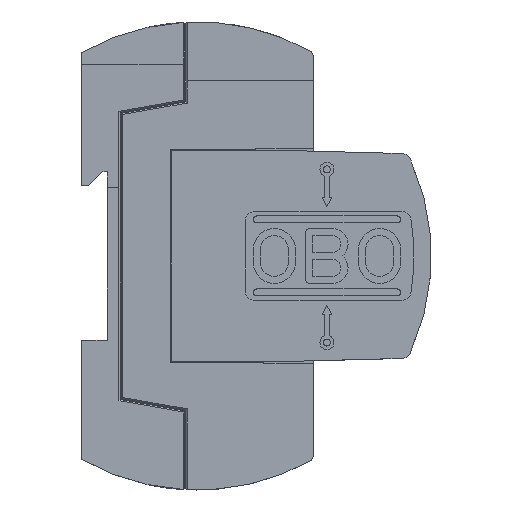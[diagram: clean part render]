
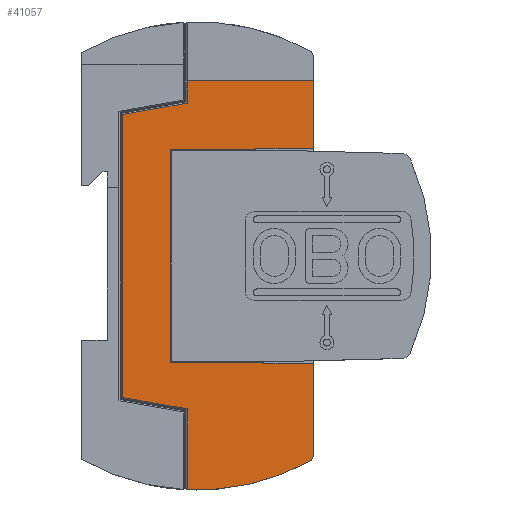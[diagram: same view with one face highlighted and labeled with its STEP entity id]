
A CAD part, front view. The second image highlights one B-rep face of the part: STEP entity #41057.
In plain terms, the highlighted planar face has unit normal (0, -1, 0).
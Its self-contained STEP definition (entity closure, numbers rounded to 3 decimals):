
#36335=CARTESIAN_POINT('',(14772.76,8536.516,22.35));
#36336=DIRECTION('',(0.,1.,0.));
#36337=DIRECTION('',(0.479,0.,-0.878));
#36338=AXIS2_PLACEMENT_3D('',#36335,#36336,#36337);
#36686=DIRECTION('',(0.,0.,-1.));
#36687=VECTOR('',#36686,14.434);
#36688=CARTESIAN_POINT('',(14797.51,8536.516,59.75));
#36689=LINE('',#36688,#36687);
#36793=DIRECTION('',(-1.,0.,-0.009));
#36794=VECTOR('',#36793,30.501);
#36795=CARTESIAN_POINT('',(14797.51,8536.516,45.316));
#36796=LINE('',#36795,#36794);
#37575=DIRECTION('',(-0.985,0.,0.174));
#37576=VECTOR('',#37575,13.962);
#37577=CARTESIAN_POINT('',(14770.56,8536.516,
-10.323));
#37578=LINE('',#37577,#37576);
#37579=DIRECTION('',(0.,0.,1.));
#37580=VECTOR('',#37579,60.497);
#37581=CARTESIAN_POINT('',(14756.81,8536.516,
-7.898));
#37582=LINE('',#37581,#37580);
#37583=DIRECTION('',(0.985,0.,0.174));
#37584=VECTOR('',#37583,13.962);
#37585=CARTESIAN_POINT('',(14756.81,8536.516,52.598));
#37586=LINE('',#37585,#37584);
#37587=DIRECTION('',(-1.,0.,0.));
#37588=VECTOR('',#37587,26.95);
#37589=CARTESIAN_POINT('',(14797.51,8536.516,59.75));
#37590=LINE('',#37589,#37588);
#37591=DIRECTION('',(0.,0.,1.));
#37592=VECTOR('',#37591,45.4);
#37593=CARTESIAN_POINT('',(14767.01,8536.516,
-0.35));
#37594=LINE('',#37593,#37592);
#37595=DIRECTION('',(-1.,0.,0.009));
#37596=VECTOR('',#37595,30.501);
#37597=CARTESIAN_POINT('',(14797.51,8536.516,
-0.616));
#37598=LINE('',#37597,#37596);
#37599=DIRECTION('',(0.,0.,1.));
#37600=VECTOR('',#37599,19.598);
#37601=CARTESIAN_POINT('',(14797.51,8536.516,
-20.214));
#37602=LINE('',#37601,#37600);
#37603=DIRECTION('',(0.,0.,1.));
#37604=VECTOR('',#37603,17.279);
#37605=CARTESIAN_POINT('',(14770.56,8536.516,
-27.602));
#37606=LINE('',#37605,#37604);
#37791=DIRECTION('',(0.,0.,-1.));
#37792=VECTOR('',#37791,4.727);
#37793=CARTESIAN_POINT('',(14770.56,8536.516,59.75));
#37794=LINE('',#37793,#37792);
#37980=CARTESIAN_POINT('',(14796.01,8536.516,
-20.214));
#37981=DIRECTION('',(0.,1.,0.));
#37982=DIRECTION('',(1.,0.,0.));
#37983=AXIS2_PLACEMENT_3D('',#37980,#37981,#37982);
#38974=CARTESIAN_POINT('',(14770.56,8536.516,59.75));
#38975=VERTEX_POINT('',#38974);
#38989=CARTESIAN_POINT('',(14756.81,8536.516,
-7.898));
#38990=CARTESIAN_POINT('',(14756.81,8536.516,52.598));
#38991=VERTEX_POINT('',#38989);
#38992=VERTEX_POINT('',#38990);
#39029=CARTESIAN_POINT('',(14770.56,8536.516,55.023));
#39030=VERTEX_POINT('',#39029);
#39031=CARTESIAN_POINT('',(14770.56,8536.516,
-10.323));
#39032=VERTEX_POINT('',#39031);
#39127=CARTESIAN_POINT('',(14797.51,8536.516,
-20.214));
#39128=CARTESIAN_POINT('',(14796.729,8536.516,
-21.53));
#39129=VERTEX_POINT('',#39127);
#39130=VERTEX_POINT('',#39128);
#39131=CARTESIAN_POINT('',(14797.51,8536.516,
-0.616));
#39132=VERTEX_POINT('',#39131);
#39139=CARTESIAN_POINT('',(14797.51,8536.516,59.75));
#39140=CARTESIAN_POINT('',(14797.51,8536.516,45.316));
#39141=VERTEX_POINT('',#39139);
#39142=VERTEX_POINT('',#39140);
#39165=CARTESIAN_POINT('',(14770.56,8536.516,
-27.602));
#39166=VERTEX_POINT('',#39165);
#39167=CARTESIAN_POINT('',(14767.01,8536.516,
-0.35));
#39168=VERTEX_POINT('',#39167);
#39169=CARTESIAN_POINT('',(14767.01,8536.516,45.05));
#39170=VERTEX_POINT('',#39169);
#41030=CARTESIAN_POINT('',(14773.24,8536.516,72.008));
#41031=DIRECTION('',(0.,1.,0.));
#41032=DIRECTION('',(-1.,0.,0.));
#41033=AXIS2_PLACEMENT_3D('',#41030,#41031,#41032);
#41034=PLANE('',#41033);
#41036=ORIENTED_EDGE('',*,*,#41035,.T.);
#41038=ORIENTED_EDGE('',*,*,#41037,.T.);
#41040=ORIENTED_EDGE('',*,*,#41039,.T.);
#41042=ORIENTED_EDGE('',*,*,#41041,.T.);
#41044=ORIENTED_EDGE('',*,*,#41043,.F.);
#41046=ORIENTED_EDGE('',*,*,#41045,.F.);
#41047=ORIENTED_EDGE('',*,*,#39862,.T.);
#41048=ORIENTED_EDGE('',*,*,#39923,.T.);
#41049=ORIENTED_EDGE('',*,*,#39941,.F.);
#41050=ORIENTED_EDGE('',*,*,#39958,.F.);
#41051=ORIENTED_EDGE('',*,*,#39342,.F.);
#41053=ORIENTED_EDGE('',*,*,#41052,.T.);
#41054=ORIENTED_EDGE('',*,*,#39433,.T.);
#41055=EDGE_LOOP('',(#41036,#41038,#41040,#41042,#41044,#41046,#41047,#41048,
#41049,#41050,#41051,#41053,#41054));
#41056=FACE_OUTER_BOUND('',#41055,.F.);
#41057=ADVANCED_FACE('',(#41056),#41034,.F.);
#36339=CIRCLE('',#36338,50.);
#37984=CIRCLE('',#37983,1.5);
#39342=EDGE_CURVE('',#39129,#39132,#37602,.T.);
#39433=EDGE_CURVE('',#39130,#39166,#36339,.T.);
#39862=EDGE_CURVE('',#39141,#39142,#36689,.T.);
#39923=EDGE_CURVE('',#39142,#39170,#36796,.T.);
#39941=EDGE_CURVE('',#39168,#39170,#37594,.T.);
#39958=EDGE_CURVE('',#39132,#39168,#37598,.T.);
#41035=EDGE_CURVE('',#39166,#39032,#37606,.T.);
#41037=EDGE_CURVE('',#39032,#38991,#37578,.T.);
#41039=EDGE_CURVE('',#38991,#38992,#37582,.T.);
#41041=EDGE_CURVE('',#38992,#39030,#37586,.T.);
#41043=EDGE_CURVE('',#38975,#39030,#37794,.T.);
#41045=EDGE_CURVE('',#39141,#38975,#37590,.T.);
#41052=EDGE_CURVE('',#39129,#39130,#37984,.T.);
